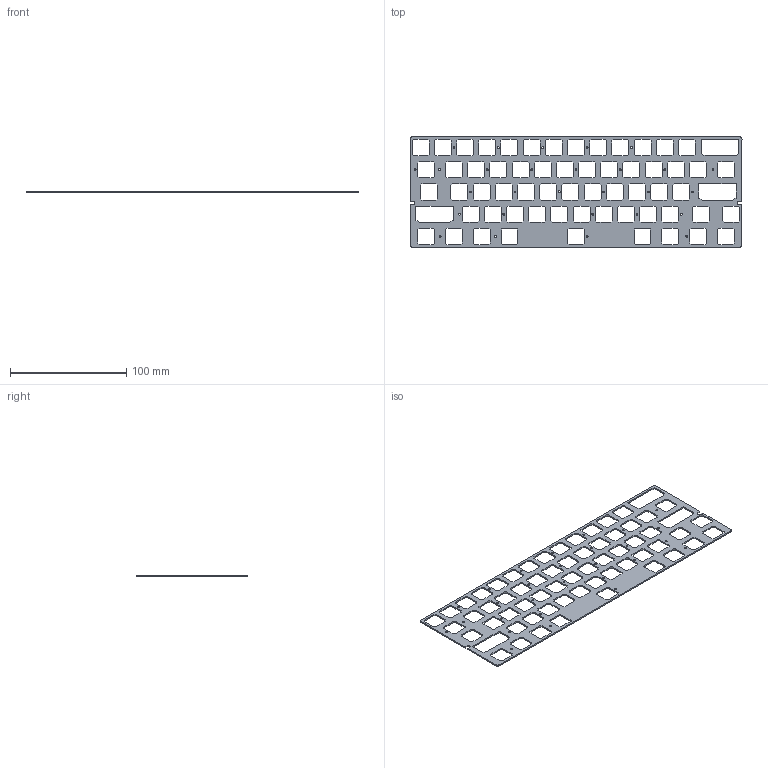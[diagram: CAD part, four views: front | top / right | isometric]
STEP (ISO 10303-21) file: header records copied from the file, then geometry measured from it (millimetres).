
FILE_DESCRIPTION(/* description */ (''),/* implementation_level */ '2;1');
FILE_NAME(/* name */ 'ANSI_7U_WK_Plate.step',/* time_stamp */ '2023-01-10T23:20:13+01:00',/* author */ (''),/* organization */ (''),/* preprocessor_version */ 'ST-DEVELOPER v19.2',/* originating_system */ 'Autodesk Translation Framework v11.17.0.187',/* authorisation */ '');
FILE_SCHEMA (('AUTOMOTIVE_DESIGN { 1 0 10303 214 3 1 1 }'));
Length unit declared in the file: millimetre
Products named in the file (2): ANSI_7U_WK; ANSI_7U_WK_Plate
Assembly tree (1 placements, depth 2):
  ANSI_7U_WK
    ANSI_7U_WK_Plate
Bounding box: 285 x 94.6 x 1.2 mm (x, y, z)
Volume: 16225.5 mm3; surface area: 32354.8 mm2
Topology: 1 solids, 1 shells, 548 faces, 1638 edges, 1092 vertices
Faces by surface type: plane 510, cylinder 38
Full cylindrical faces by diameter (mm): 1.623 x28
Entity records: 18542 total; most frequent: CARTESIAN_POINT 3281, ORIENTED_EDGE 3276, DIRECTION 2816, EDGE_CURVE 1638, LINE 1562, VECTOR 1562, VERTEX_POINT 1092, EDGE_LOOP 730
